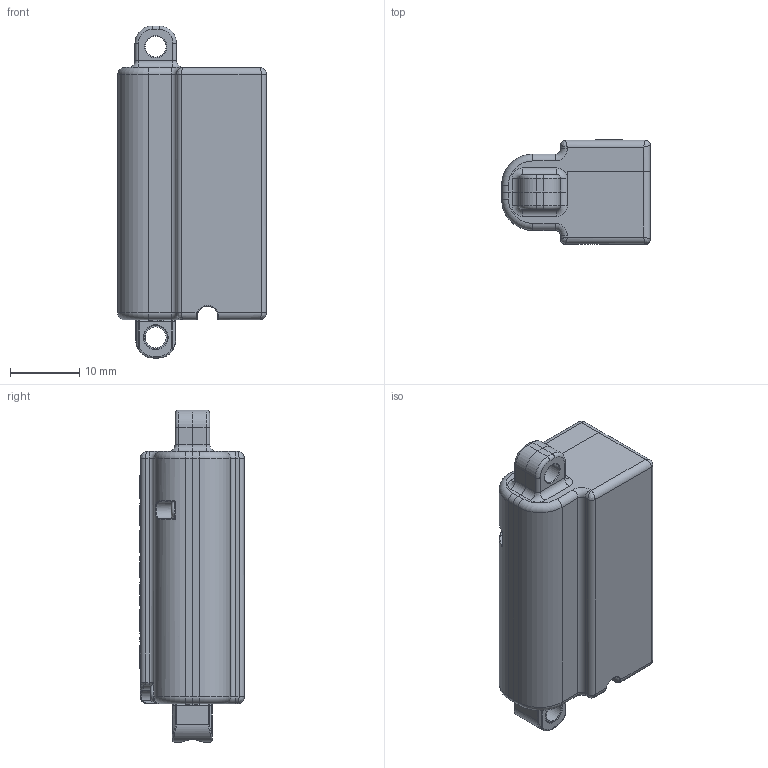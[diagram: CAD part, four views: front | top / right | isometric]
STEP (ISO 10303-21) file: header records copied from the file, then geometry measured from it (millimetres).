
FILE_DESCRIPTION((''),'2;1');
FILE_NAME('PQ12_SW_ASM','2019-01-24T',('marketing'),(''),'PRO/ENGINEER BY PARAMETRIC TECHNOLOGY CORPORATION, 2004440','PRO/ENGINEER BY PARAMETRIC TECHNOLOGY CORPORATION, 2004440','');
FILE_SCHEMA(('CONFIG_CONTROL_DESIGN'));
Length unit declared in the file: millimetre
Products named in the file (3): PQ-12-20_10300; LIFT_10300_NS; PQ12_SW_ASM
Assembly tree (2 placements, depth 2):
  PQ12_SW_ASM
    PQ-12-20_10300
    LIFT_10300_NS
Bounding box: 21.5 x 15.1 x 48.01 mm (x, y, z)
Surface area: 6911.7 mm2 (no closed solid volume)
Topology: 0 solids, 7 shells, 798 faces, 2071 edges, 1286 vertices
Faces by surface type: plane 354, cylinder 244, torus 127, bspline 55, sphere 16, cone 2
Entity records: 26846 total; most frequent: CARTESIAN_POINT 7419, DIRECTION 4109, ORIENTED_EDGE 3950, EDGE_CURVE 2071, AXIS2_PLACEMENT_3D 1452, VERTEX_POINT 1286, VECTOR 1205, LINE 1205
